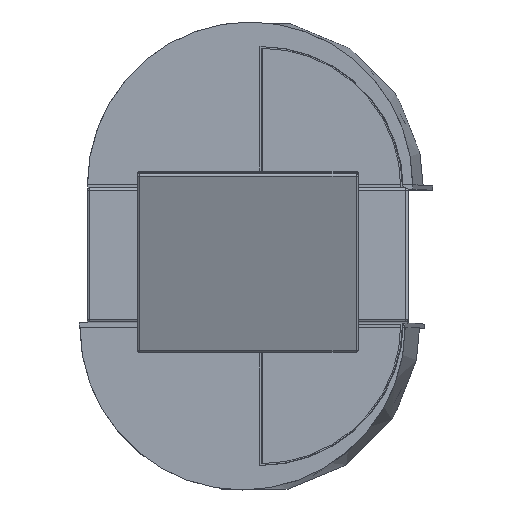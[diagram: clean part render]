
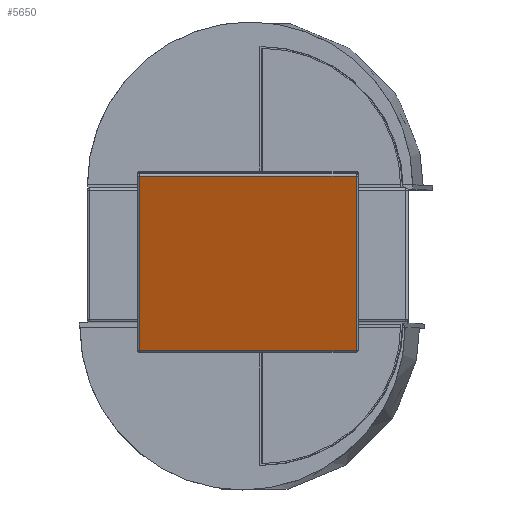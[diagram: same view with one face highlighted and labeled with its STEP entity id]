
A CAD part, top view. The second image highlights one B-rep face of the part: STEP entity #5650.
In plain terms, the highlighted planar face has unit normal (0, -0.342, 0.94).
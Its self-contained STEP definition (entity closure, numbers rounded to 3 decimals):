
#1382=ORIENTED_EDGE('',*,*,#2114,.T.);
#1383=ORIENTED_EDGE('',*,*,#2115,.T.);
#1384=ORIENTED_EDGE('',*,*,#2116,.T.);
#1385=ORIENTED_EDGE('',*,*,#2117,.T.);
#2114=EDGE_CURVE('',#2496,#2497,#2775,.F.);
#2115=EDGE_CURVE('',#2497,#2498,#2776,.F.);
#2116=EDGE_CURVE('',#2498,#2499,#2777,.F.);
#2117=EDGE_CURVE('',#2499,#2496,#2778,.F.);
#2496=VERTEX_POINT('',#8843);
#2497=VERTEX_POINT('',#8844);
#2498=VERTEX_POINT('',#8846);
#2499=VERTEX_POINT('',#8848);
#2775=LINE('',#8842,#3047);
#2776=LINE('',#8845,#3048);
#2777=LINE('',#8847,#3049);
#2778=LINE('',#8849,#3050);
#3047=VECTOR('',#7314,1000.);
#3048=VECTOR('',#7315,1000.);
#3049=VECTOR('',#7316,1000.);
#3050=VECTOR('',#7317,1000.);
#3336=EDGE_LOOP('',(#1382,#1383,#1384,#1385));
#3648=FACE_BOUND('',#3336,.T.);
#3793=PLANE('',#6182);
#5650=ADVANCED_FACE('',(#3648),#3793,.F.);
#6182=AXIS2_PLACEMENT_3D('',#8841,#7312,#7313);
#7312=DIRECTION('',(0.,0.342,-0.94));
#7313=DIRECTION('',(0.,0.94,0.342));
#7314=DIRECTION('',(0.,-0.94,-0.342));
#7315=DIRECTION('',(1.,0.,0.));
#7316=DIRECTION('',(0.,0.94,0.342));
#7317=DIRECTION('',(-1.,0.,0.));
#8841=CARTESIAN_POINT('',(0.,-733.962,2016.543));
#8842=CARTESIAN_POINT('',(121.5,89.252,2316.168));
#8843=CARTESIAN_POINT('',(121.5,-108.553,2244.173));
#8844=CARTESIAN_POINT('',(121.5,86.903,2315.313));
#8845=CARTESIAN_POINT('',(-124.,86.903,2315.313));
#8846=CARTESIAN_POINT('',(-121.5,86.903,2315.313));
#8847=CARTESIAN_POINT('',(-121.5,-110.903,2243.318));
#8848=CARTESIAN_POINT('',(-121.5,-108.553,2244.173));
#8849=CARTESIAN_POINT('',(124.,-108.553,2244.173));
